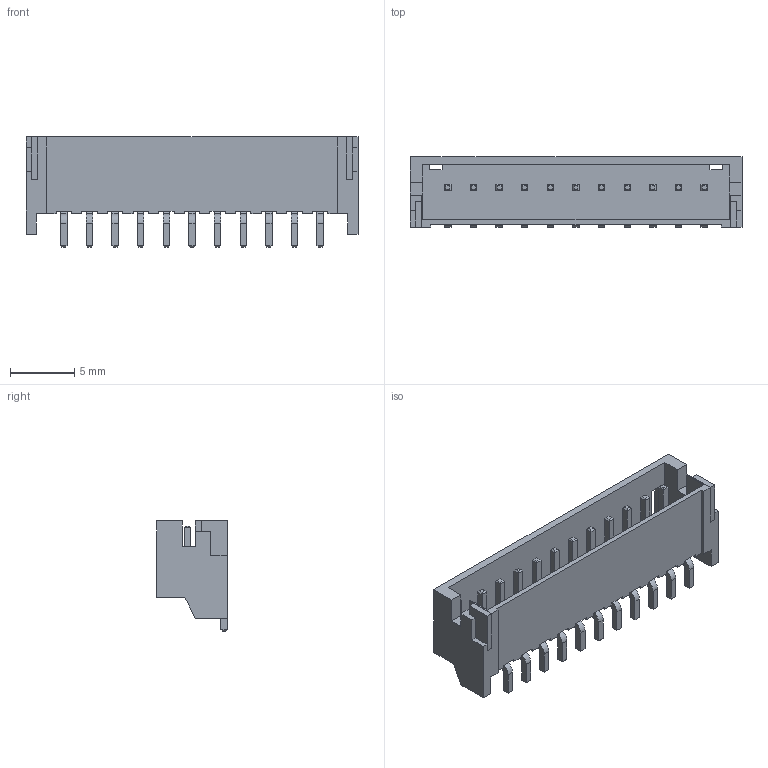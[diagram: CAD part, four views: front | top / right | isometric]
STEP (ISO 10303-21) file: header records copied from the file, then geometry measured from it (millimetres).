
FILE_DESCRIPTION(/* description */ (''),/* implementation_level */ '2;1');
FILE_NAME(/* name */ 'S11B-PH-SM4-TB.stp',/* time_stamp */ '2023-12-26T19:24:34+09:00',/* author */ (''),/* organization */ (''),/* preprocessor_version */ 'ST-DEVELOPER v20',/* originating_system */ 'Autodesk Translation Framework v12.14.0.127',/* authorisation */ '');
FILE_SCHEMA (('AUTOMOTIVE_DESIGN { 1 0 10303 214 3 1 1 }'));
Length unit declared in the file: millimetre
Products named in the file (1): S3B-PH-SM4-TB
Bounding box: 25.9 x 5.5 x 8.6 mm (x, y, z)
Volume: 280.7 mm3; surface area: 1278.6 mm2
Topology: 14 solids, 14 shells, 392 faces, 1016 edges, 648 vertices
Faces by surface type: plane 348, cylinder 44
Entity records: 11770 total; most frequent: CARTESIAN_POINT 2057, ORIENTED_EDGE 2032, DIRECTION 1890, EDGE_CURVE 1016, LINE 928, VECTOR 928, VERTEX_POINT 648, AXIS2_PLACEMENT_3D 481
